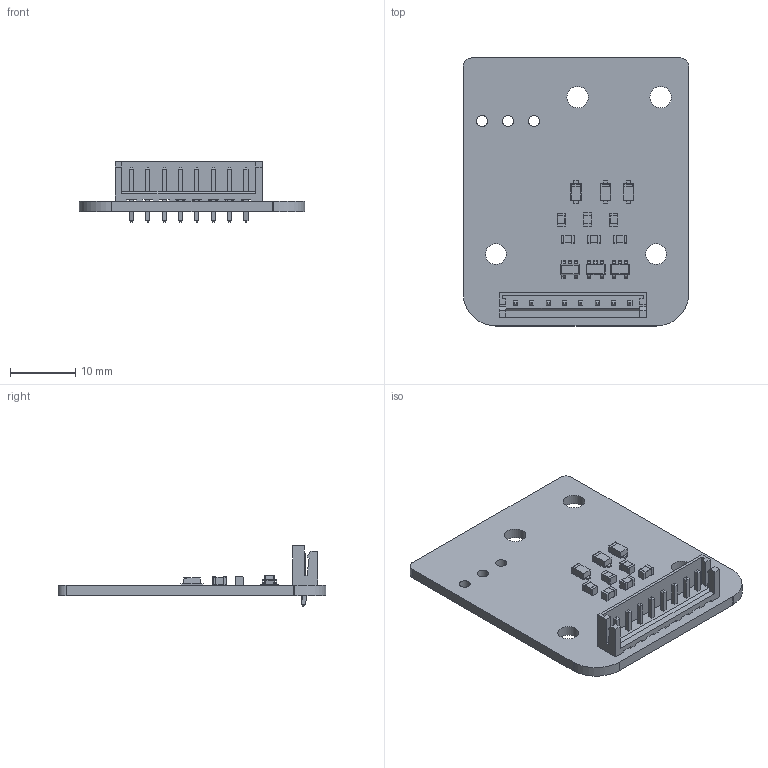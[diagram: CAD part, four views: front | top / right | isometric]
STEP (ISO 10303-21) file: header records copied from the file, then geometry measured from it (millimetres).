
FILE_DESCRIPTION(('KiCad electronic assembly'),'2;1');
FILE_NAME('Motor_Adapt_C.step','2025-01-26T19:17:13',('Pcbnew'),('Kicad' ),'Open CASCADE STEP processor 7.8','KiCad to STEP converter', 'Unknown');
FILE_SCHEMA(('AUTOMOTIVE_DESIGN { 1 0 10303 214 1 1 1 1 }'));
Length unit declared in the file: millimetre
Products named in the file (10): Motor_Adapt_C 1; C_0805_2012Metric; SOT-23-5; SOT_23_5; D_SOD-123F; D_SOD_123F; JST_EH_B8B-EH-A_1x08_P2.50mm_Vertical; JST_B8B_EH_A; Motor_Adapt_C_PCB
Assembly tree (18 placements, depth 3):
  Motor_Adapt_C 1
    C_0805_2012Metric  x6
      C_0805_2012Metric
    SOT-23-5  x3
      SOT_23_5
    D_SOD-123F  x3
      D_SOD_123F
    JST_EH_B8B-EH-A_1x08_P2.50mm_Vertical
      JST_B8B_EH_A
    Motor_Adapt_C_PCB
Bounding box: 34.5 x 41 x 9.2 mm (x, y, z)
Volume: 2415.3 mm3; surface area: 3966.6 mm2
Topology: 14 solids, 14 shells, 818 faces, 2053 edges, 1294 vertices
Faces by surface type: plane 550, cylinder 151, bspline 117
Full cylindrical faces by diameter (mm): 0.95 x8, 1.7 x3, 3.2 x2, 3.3 x2
Entity records: 14759 total; most frequent: CARTESIAN_POINT 2259, ORIENTED_EDGE 2038, DIRECTION 1849, EDGE_CURVE 1019, LINE 873, VECTOR 873, VERTEX_POINT 642, AXIS2_PLACEMENT_3D 488
